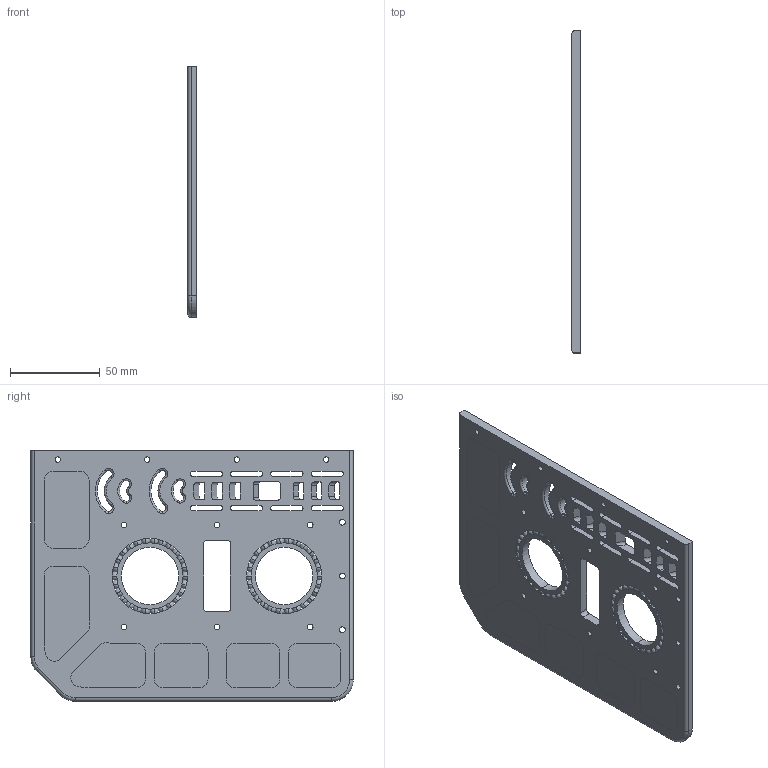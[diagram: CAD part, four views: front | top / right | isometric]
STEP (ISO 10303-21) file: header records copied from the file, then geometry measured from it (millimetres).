
FILE_DESCRIPTION (( 'STEP AP214' ), '1' );
FILE_NAME ('Flatter Wall Left.STEP', '2025-03-06T10:03:05', ( '' ), ( '' ), 'SwSTEP 2.0', 'SolidWorks 2022', '' );
FILE_SCHEMA (( 'AUTOMOTIVE_DESIGN' ));
Length unit declared in the file: millimetre
Products named in the file (1): Flatter Wall Left
Bounding box: 5 x 180 x 140 mm (x, y, z)
Volume: 104766.1 mm3; surface area: 63658.3 mm2
Topology: 61 solids, 61 shells, 437 faces, 1263 edges, 844 vertices
Faces by surface type: cylinder 151, plane 119, sphere 104, torus 35, bspline 28
Entity records: 13636 total; most frequent: CARTESIAN_POINT 2553, DIRECTION 2288, ORIENTED_EDGE 2006, EDGE_CURVE 1003, AXIS2_PLACEMENT_3D 903, VERTEX_POINT 688, EDGE_LOOP 523, CIRCLE 493
